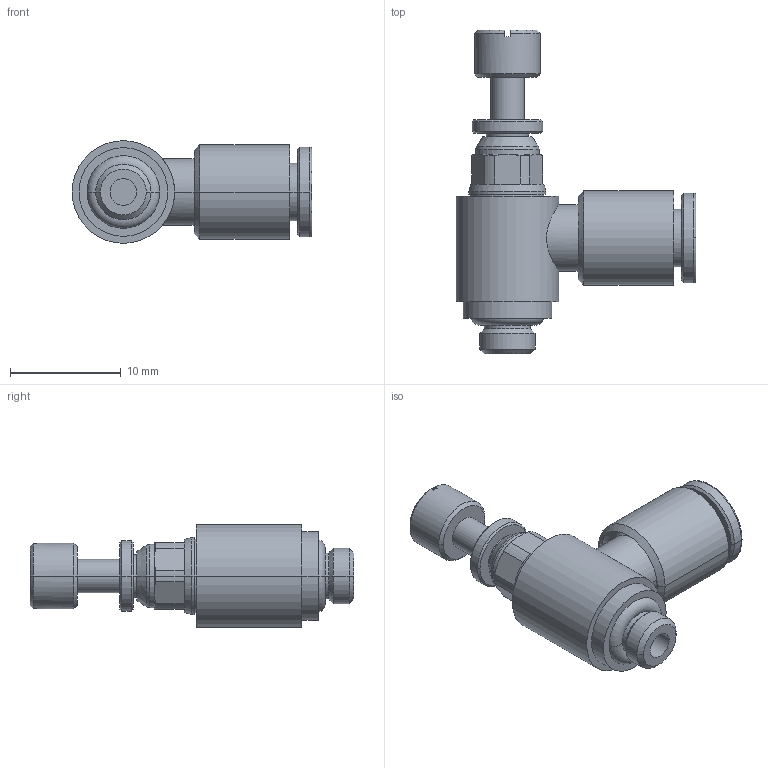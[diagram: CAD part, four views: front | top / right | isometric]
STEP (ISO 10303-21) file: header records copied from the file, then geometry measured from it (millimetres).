
FILE_DESCRIPTION(('STEP AP214'),'1');
FILE_NAME('7660_04_19.stp','2016-07-07T14:55:24',('TraceParts'),('TraceParts S.A.'),'Spatial InterOp 3D',' ',' ');
FILE_SCHEMA(('automotive_design'));
Length unit declared in the file: millimetre
Products named in the file (1): 1
Bounding box: 21.62 x 29.2 x 9.25 mm (x, y, z)
Volume: 1474.8 mm3; surface area: 1564.2 mm2
Topology: 1 solids, 1 shells, 115 faces, 268 edges, 168 vertices
Faces by surface type: cylinder 42, cone 36, plane 29, torus 8
Entity records: 3487 total; most frequent: CARTESIAN_POINT 771, DIRECTION 622, ORIENTED_EDGE 536, EDGE_CURVE 268, AXIS2_PLACEMENT_3D 261, VERTEX_POINT 168, CIRCLE 145, EDGE_LOOP 130
